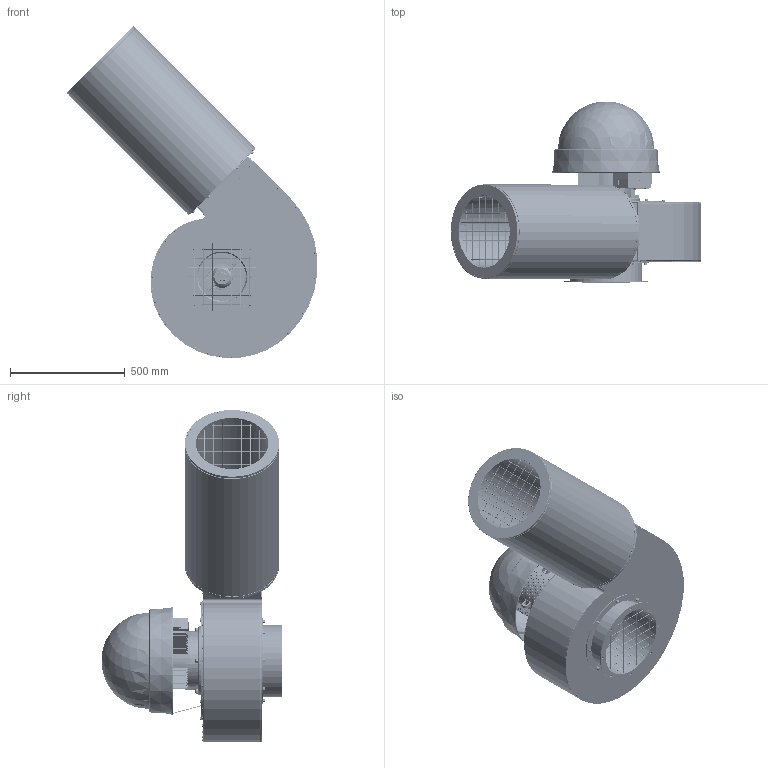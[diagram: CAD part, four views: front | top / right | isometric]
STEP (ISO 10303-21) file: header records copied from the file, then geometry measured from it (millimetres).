
FILE_DESCRIPTION(/* description */ ('807W22 WPA-13-D-N'),/* implementation_level */ '2;1');
FILE_NAME(/* name */ '807W22 WPA-13-D-N.stp',/* time_stamp */ '2022-05-11T14:00:24+02:00',/* author */ ('a.korpacki'),/* organization */ ('KLIMAWENT S.A.'),/* preprocessor_version */ 'ST-DEVELOPER v18.1',/* originating_system */ 'Autodesk Inventor 2021',/* authorisation */ '');
FILE_SCHEMA (('AUTOMOTIVE_DESIGN { 1 0 10303 214 3 1 1 }'));
Length unit declared in the file: millimetre
Products named in the file (1): ~~
Bounding box: 1090.03 x 787.38 x 1444.59 mm (x, y, z)
Volume: 25191039.2 mm3; surface area: 8676021.7 mm2
Topology: 29 solids, 29 shells, 5927 faces, 14986 edges, 9905 vertices
Faces by surface type: plane 3235, cylinder 1148, bspline 1100, torus 258, cone 180, sphere 6
Full cylindrical faces by diameter (mm): 2.4 x2, 3 x36, 4 x95, 4.1 x1, 4.2 x94, 4.4 x28, 5.3 x8, 7.5 x1, 8 x125, 8.5 x8, 10 x16, 11 x6, 11.1 x8, 11.63 x14, 12 x8, 13 x4, 14.5 x4, 16 x6, 16.63 x4, 38 x2, 39 x1, 40 x1, 220 x1, 230 x1, 231 x1, 300 x1, 313 x1, 314 x2, 315 x3, 316 x3
Entity records: 200942 total; most frequent: CARTESIAN_POINT 57235, ORIENTED_EDGE 29970, DIRECTION 25542, EDGE_CURVE 14985, VERTEX_POINT 9905, AXIS2_PLACEMENT_3D 8555, LINE 8432, VECTOR 8432
